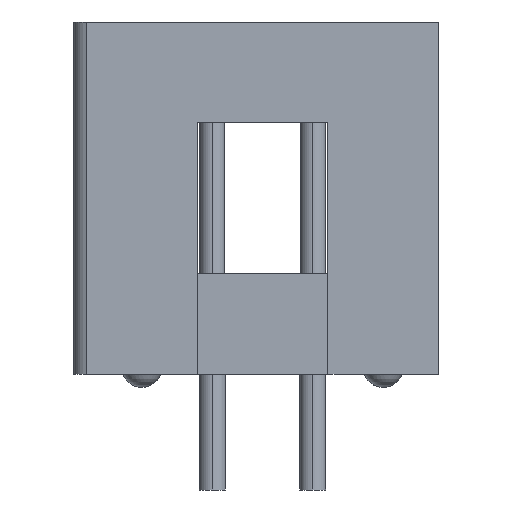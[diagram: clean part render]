
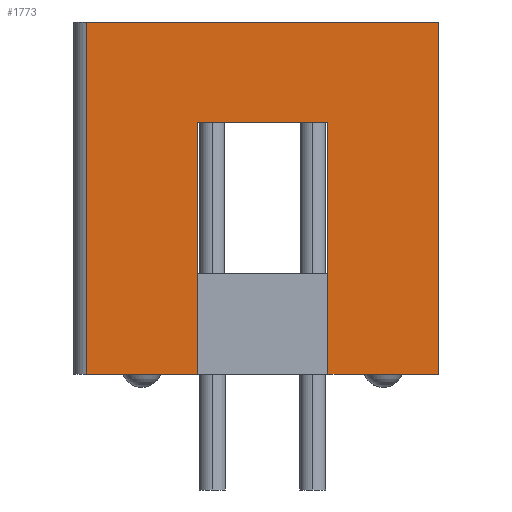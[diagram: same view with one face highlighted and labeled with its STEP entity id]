
A CAD part, left-side view. The second image highlights one B-rep face of the part: STEP entity #1773.
In plain terms, the highlighted planar face has unit normal (-1, 0, 0).
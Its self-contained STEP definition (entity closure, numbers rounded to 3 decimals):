
#120=DIRECTION('',(0.,1.,0.));
#121=VECTOR('',#120,8.89);
#122=CARTESIAN_POINT('',(-10.16,-4.445,0.));
#123=LINE('',#122,#121);
#227=DIRECTION('',(0.,0.,1.));
#228=VECTOR('',#227,6.35);
#229=CARTESIAN_POINT('',(-10.16,1.651,-8.89));
#230=LINE('',#229,#228);
#231=DIRECTION('',(0.,0.,-1.));
#232=VECTOR('',#231,8.89);
#233=CARTESIAN_POINT('',(-10.16,-4.445,0.));
#234=LINE('',#233,#232);
#235=DIRECTION('',(0.,0.,1.));
#236=VECTOR('',#235,6.35);
#237=CARTESIAN_POINT('',(-10.16,-1.651,-8.89));
#238=LINE('',#237,#236);
#239=DIRECTION('',(0.,1.,0.));
#240=VECTOR('',#239,3.302);
#241=CARTESIAN_POINT('',(-10.16,-1.651,-2.54));
#242=LINE('',#241,#240);
#439=DIRECTION('',(0.,1.,0.));
#440=VECTOR('',#439,2.794);
#441=CARTESIAN_POINT('',(-10.16,1.651,-8.89));
#442=LINE('',#441,#440);
#455=DIRECTION('',(0.,1.,0.));
#456=VECTOR('',#455,2.794);
#457=CARTESIAN_POINT('',(-10.16,-4.445,-8.89));
#458=LINE('',#457,#456);
#761=DIRECTION('',(0.,0.,-1.));
#762=VECTOR('',#761,8.89);
#763=CARTESIAN_POINT('',(-10.16,4.445,0.));
#764=LINE('',#763,#762);
#1249=CARTESIAN_POINT('',(-10.16,-4.445,0.));
#1250=CARTESIAN_POINT('',(-10.16,4.445,0.));
#1251=VERTEX_POINT('',#1249);
#1252=VERTEX_POINT('',#1250);
#1269=CARTESIAN_POINT('',(-10.16,4.445,-8.89));
#1271=VERTEX_POINT('',#1269);
#1282=CARTESIAN_POINT('',(-10.16,-4.445,-8.89));
#1284=VERTEX_POINT('',#1282);
#1347=CARTESIAN_POINT('',(-10.16,1.651,-8.89));
#1348=CARTESIAN_POINT('',(-10.16,1.651,-2.54));
#1349=VERTEX_POINT('',#1347);
#1350=VERTEX_POINT('',#1348);
#1351=CARTESIAN_POINT('',(-10.16,-1.651,-8.89));
#1352=CARTESIAN_POINT('',(-10.16,-1.651,-2.54));
#1353=VERTEX_POINT('',#1351);
#1354=VERTEX_POINT('',#1352);
#1753=CARTESIAN_POINT('',(-10.16,-4.445,0.));
#1754=DIRECTION('',(-1.,0.,0.));
#1755=DIRECTION('',(0.,1.,0.));
#1756=AXIS2_PLACEMENT_3D('',#1753,#1754,#1755);
#1757=PLANE('',#1756);
#1758=ORIENTED_EDGE('',*,*,#1723,.F.);
#1760=ORIENTED_EDGE('',*,*,#1759,.T.);
#1762=ORIENTED_EDGE('',*,*,#1761,.F.);
#1763=ORIENTED_EDGE('',*,*,#1628,.F.);
#1764=ORIENTED_EDGE('',*,*,#1677,.T.);
#1766=ORIENTED_EDGE('',*,*,#1765,.T.);
#1768=ORIENTED_EDGE('',*,*,#1767,.T.);
#1770=ORIENTED_EDGE('',*,*,#1769,.T.);
#1771=EDGE_LOOP('',(#1758,#1760,#1762,#1763,#1764,#1766,#1768,#1770));
#1772=FACE_OUTER_BOUND('',#1771,.F.);
#1773=ADVANCED_FACE('',(#1772),#1757,.T.);
#1628=EDGE_CURVE('',#1251,#1252,#123,.T.);
#1677=EDGE_CURVE('',#1251,#1284,#234,.T.);
#1723=EDGE_CURVE('',#1349,#1350,#230,.T.);
#1759=EDGE_CURVE('',#1349,#1271,#442,.T.);
#1761=EDGE_CURVE('',#1252,#1271,#764,.T.);
#1765=EDGE_CURVE('',#1284,#1353,#458,.T.);
#1767=EDGE_CURVE('',#1353,#1354,#238,.T.);
#1769=EDGE_CURVE('',#1354,#1350,#242,.T.);
